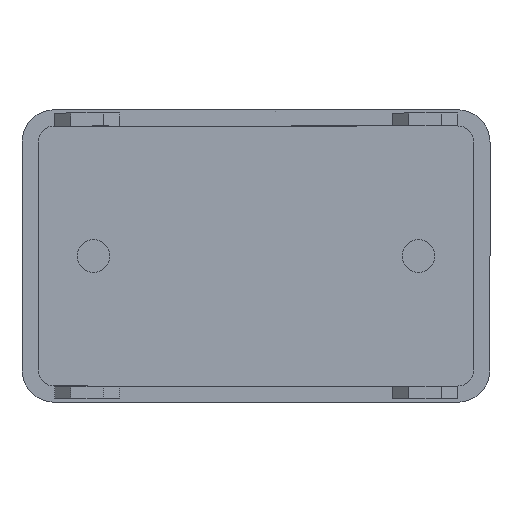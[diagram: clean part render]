
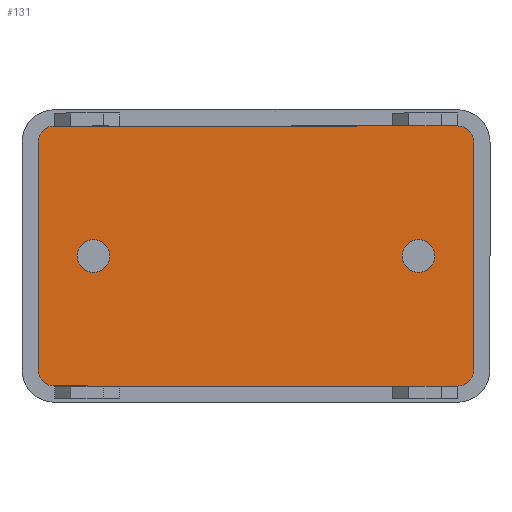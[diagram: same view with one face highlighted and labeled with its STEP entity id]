
A CAD part, front view. The second image highlights one B-rep face of the part: STEP entity #131.
In plain terms, the highlighted planar face has unit normal (0, -1, 0).
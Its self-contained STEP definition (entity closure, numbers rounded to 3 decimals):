
#2 = DIRECTION ( 'NONE',  ( 0., -1., 0. ) ) ;
#88 = ORIENTED_EDGE ( 'NONE', *, *, #143, .T. ) ;
#124 = VERTEX_POINT ( 'NONE', #1584 ) ;
#131 = ADVANCED_FACE ( 'NONE', ( #691 ), #2079, .F. ) ;
#143 = EDGE_CURVE ( 'NONE', #1578, #1522, #1889, .T. ) ;
#172 = DIRECTION ( 'NONE',  ( 1., 0., 0. ) ) ;
#196 = ORIENTED_EDGE ( 'NONE', *, *, #1672, .T. ) ;
#204 = LINE ( 'NONE', #742, #1102 ) ;
#213 = CARTESIAN_POINT ( 'NONE',  ( -3.1, 0.25, 2. ) ) ;
#218 = ORIENTED_EDGE ( 'NONE', *, *, #296, .T. ) ;
#262 = LINE ( 'NONE', #1175, #2019 ) ;
#296 = EDGE_CURVE ( 'NONE', #1650, #124, #1947, .T. ) ;
#353 = VERTEX_POINT ( 'NONE', #1383 ) ;
#383 = CARTESIAN_POINT ( 'NONE',  ( -3.35, 0.25, -1.75 ) ) ;
#389 = VERTEX_POINT ( 'NONE', #213 ) ;
#416 = ORIENTED_EDGE ( 'NONE', *, *, #877, .T. ) ;
#440 = VERTEX_POINT ( 'NONE', #1111 ) ;
#451 = DIRECTION ( 'NONE',  ( 0., 1., 0. ) ) ;
#463 = VECTOR ( 'NONE', #698, 1000. ) ;
#470 = ORIENTED_EDGE ( 'NONE', *, *, #625, .T. ) ;
#589 = DIRECTION ( 'NONE',  ( 0., -1., 0. ) ) ;
#625 = EDGE_CURVE ( 'NONE', #124, #1578, #262, .T. ) ;
#668 = CARTESIAN_POINT ( 'NONE',  ( -3.1, 0.25, 2. ) ) ;
#685 = CARTESIAN_POINT ( 'NONE',  ( 3.35, 0.25, -1.75 ) ) ;
#690 = LINE ( 'NONE', #668, #1529 ) ;
#691 = FACE_OUTER_BOUND ( 'NONE', #1221, .T. ) ;
#698 = DIRECTION ( 'NONE',  ( 0., 0., 1. ) ) ;
#742 = CARTESIAN_POINT ( 'NONE',  ( -3.35, 0.25, -1.75 ) ) ;
#877 = EDGE_CURVE ( 'NONE', #1522, #440, #1763, .T. ) ;
#995 = ORIENTED_EDGE ( 'NONE', *, *, #1484, .T. ) ;
#1008 = DIRECTION ( 'NONE',  ( 0., -1., 0. ) ) ;
#1010 = AXIS2_PLACEMENT_3D ( 'NONE', #1045, #589, #1971 ) ;
#1023 = CARTESIAN_POINT ( 'NONE',  ( 3.1, 0.25, 1.75 ) ) ;
#1045 = CARTESIAN_POINT ( 'NONE',  ( 3.1, 0.25, -1.75 ) ) ;
#1078 = CIRCLE ( 'NONE', #2134, 0.25 ) ;
#1102 = VECTOR ( 'NONE', #1405, 1000. ) ;
#1111 = CARTESIAN_POINT ( 'NONE',  ( 3.35, 0.25, 1.75 ) ) ;
#1115 = AXIS2_PLACEMENT_3D ( 'NONE', #1277, #451, #1481 ) ;
#1175 = CARTESIAN_POINT ( 'NONE',  ( -3.1, 0.25, -2. ) ) ;
#1180 = DIRECTION ( 'NONE',  ( 0., 0., -1. ) ) ;
#1187 = CARTESIAN_POINT ( 'NONE',  ( 3.1, 0.25, -2. ) ) ;
#1221 = EDGE_LOOP ( 'NONE', ( #470, #88, #416, #995, #1986, #1525, #196, #218 ) ) ;
#1277 = CARTESIAN_POINT ( 'NONE',  ( -3.1, 0.25, -1.75 ) ) ;
#1314 = DIRECTION ( 'NONE',  ( 0., 0., -1. ) ) ;
#1383 = CARTESIAN_POINT ( 'NONE',  ( -3.35, 0.25, 1.75 ) ) ;
#1405 = DIRECTION ( 'NONE',  ( 0., 0., -1. ) ) ;
#1412 = EDGE_CURVE ( 'NONE', #2057, #389, #690, .T. ) ;
#1426 = AXIS2_PLACEMENT_3D ( 'NONE', #1674, #1721, #1314 ) ;
#1435 = CARTESIAN_POINT ( 'NONE',  ( 3.1, 0.25, 2. ) ) ;
#1455 = EDGE_CURVE ( 'NONE', #389, #353, #1078, .T. ) ;
#1481 = DIRECTION ( 'NONE',  ( 0., 0., 1. ) ) ;
#1484 = EDGE_CURVE ( 'NONE', #440, #2057, #1863, .T. ) ;
#1522 = VERTEX_POINT ( 'NONE', #685 ) ;
#1525 = ORIENTED_EDGE ( 'NONE', *, *, #1455, .T. ) ;
#1529 = VECTOR ( 'NONE', #1855, 1000. ) ;
#1578 = VERTEX_POINT ( 'NONE', #1187 ) ;
#1584 = CARTESIAN_POINT ( 'NONE',  ( -3.1, 0.25, -2. ) ) ;
#1650 = VERTEX_POINT ( 'NONE', #383 ) ;
#1672 = EDGE_CURVE ( 'NONE', #353, #1650, #204, .T. ) ;
#1674 = CARTESIAN_POINT ( 'NONE',  ( -3.1, 0.25, -1.75 ) ) ;
#1721 = DIRECTION ( 'NONE',  ( 0., -1., 0. ) ) ;
#1763 = LINE ( 'NONE', #1890, #463 ) ;
#1855 = DIRECTION ( 'NONE',  ( -1., 0., 0. ) ) ;
#1857 = AXIS2_PLACEMENT_3D ( 'NONE', #1023, #2, #1180 ) ;
#1863 = CIRCLE ( 'NONE', #1857, 0.25 ) ;
#1889 = CIRCLE ( 'NONE', #1010, 0.25 ) ;
#1890 = CARTESIAN_POINT ( 'NONE',  ( 3.35, 0.25, -1.75 ) ) ;
#1947 = CIRCLE ( 'NONE', #1426, 0.25 ) ;
#1971 = DIRECTION ( 'NONE',  ( 0., 0., -1. ) ) ;
#1986 = ORIENTED_EDGE ( 'NONE', *, *, #1412, .T. ) ;
#2019 = VECTOR ( 'NONE', #172, 1000. ) ;
#2029 = CARTESIAN_POINT ( 'NONE',  ( -3.1, 0.25, 1.75 ) ) ;
#2057 = VERTEX_POINT ( 'NONE', #1435 ) ;
#2079 = PLANE ( 'NONE',  #1115 ) ;
#2134 = AXIS2_PLACEMENT_3D ( 'NONE', #2029, #1008, #2214 ) ;
#2214 = DIRECTION ( 'NONE',  ( 0., 0., -1. ) ) ;
